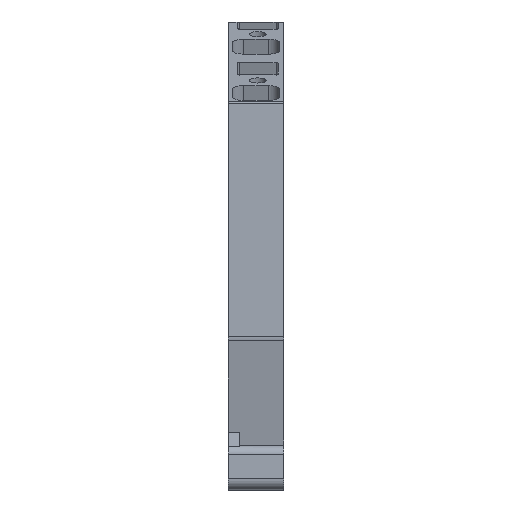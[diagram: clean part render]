
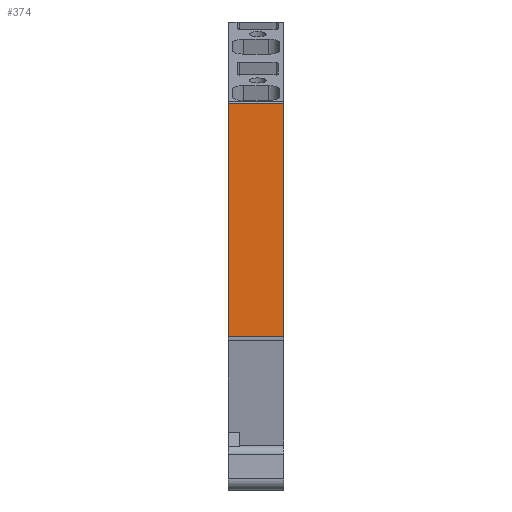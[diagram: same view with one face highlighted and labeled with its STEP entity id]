
A CAD part, left-side view. The second image highlights one B-rep face of the part: STEP entity #374.
In plain terms, the highlighted planar face has unit normal (-1, 0, 0).
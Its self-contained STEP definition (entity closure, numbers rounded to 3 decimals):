
#374 = ADVANCED_FACE( '', ( #804 ), #805, .F. );
#804 = FACE_OUTER_BOUND( '', #1305, .T. );
#805 = PLANE( '', #1306 );
#1305 = EDGE_LOOP( '', ( #2443, #2444, #2445, #2446 ) );
#1306 = AXIS2_PLACEMENT_3D( '', #2447, #2448, #2449 );
#2443 = ORIENTED_EDGE( '', *, *, #3290, .T. );
#2444 = ORIENTED_EDGE( '', *, *, #3457, .F. );
#2445 = ORIENTED_EDGE( '', *, *, #3147, .F. );
#2446 = ORIENTED_EDGE( '', *, *, #3224, .T. );
#2447 = CARTESIAN_POINT( '', ( -26.5, 5., -7.213 ) );
#2448 = DIRECTION( '', ( 1., 0., 0. ) );
#2449 = DIRECTION( '', ( 0., 0., -1. ) );
#3147 = EDGE_CURVE( '', #3939, #3941, #3942, .T. );
#3224 = EDGE_CURVE( '', #3939, #4066, #4068, .T. );
#3290 = EDGE_CURVE( '', #4066, #4163, #4165, .T. );
#3457 = EDGE_CURVE( '', #3941, #4163, #4351, .T. );
#3939 = VERTEX_POINT( '', #4918 );
#3941 = VERTEX_POINT( '', #4920 );
#3942 = LINE( '', #4921, #4922 );
#4066 = VERTEX_POINT( '', #5088 );
#4068 = LINE( '', #5090, #5091 );
#4163 = VERTEX_POINT( '', #5214 );
#4165 = LINE( '', #5216, #5217 );
#4351 = LINE( '', #5462, #5463 );
#4918 = CARTESIAN_POINT( '', ( -26.5, 5., -7.213 ) );
#4920 = CARTESIAN_POINT( '', ( -26.5, 5., 13.709 ) );
#4921 = CARTESIAN_POINT( '', ( -26.5, 5., -7.213 ) );
#4922 = VECTOR( '', #5829, 1000. );
#5088 = CARTESIAN_POINT( '', ( -26.5, 0., -7.213 ) );
#5090 = CARTESIAN_POINT( '', ( -26.5, 5., -7.213 ) );
#5091 = VECTOR( '', #5950, 1000. );
#5214 = CARTESIAN_POINT( '', ( -26.5, 0., 13.709 ) );
#5216 = CARTESIAN_POINT( '', ( -26.5, 0., -7.213 ) );
#5217 = VECTOR( '', #6051, 1000. );
#5462 = CARTESIAN_POINT( '', ( -26.5, 5., 13.709 ) );
#5463 = VECTOR( '', #6237, 1000. );
#5829 = DIRECTION( '', ( 0., 0., 1. ) );
#5950 = DIRECTION( '', ( 0., -1., 0. ) );
#6051 = DIRECTION( '', ( 0., 0., 1. ) );
#6237 = DIRECTION( '', ( 0., -1., 0. ) );
